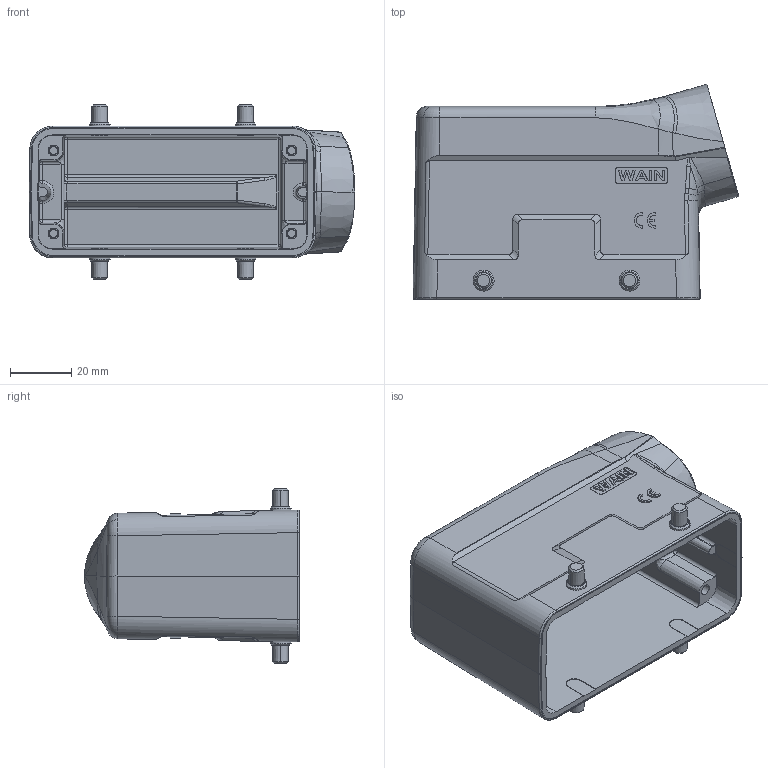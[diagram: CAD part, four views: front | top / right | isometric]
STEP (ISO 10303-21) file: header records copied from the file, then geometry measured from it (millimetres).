
FILE_DESCRIPTION((''),'2;1');
FILE_NAME('3D_1112165301003_EMC_W16B-SE-4B','2024-01-26T',('13034'),(''),'PRO/ENGINEER BY PARAMETRIC TECHNOLOGY CORPORATION, 2012480','PRO/ENGINEER BY PARAMETRIC TECHNOLOGY CORPORATION, 2012480','');
FILE_SCHEMA(('CONFIG_CONTROL_DESIGN'));
Length unit declared in the file: millimetre
Products named in the file (1): 3D_1112165301003_EMC_W16B-SE-4B
Bounding box: 106.1 x 70.09 x 57 mm (x, y, z)
Volume: 66893.3 mm3; surface area: 40131.6 mm2
Topology: 1 solids, 1 shells, 451 faces, 1155 edges, 723 vertices
Faces by surface type: plane 209, cylinder 124, cone 44, bspline 44, sphere 18, torus 12
Entity records: 16127 total; most frequent: CARTESIAN_POINT 5638, ORIENTED_EDGE 2278, DIRECTION 1993, EDGE_CURVE 1139, VERTEX_POINT 723, VECTOR 669, LINE 669, AXIS2_PLACEMENT_3D 662
